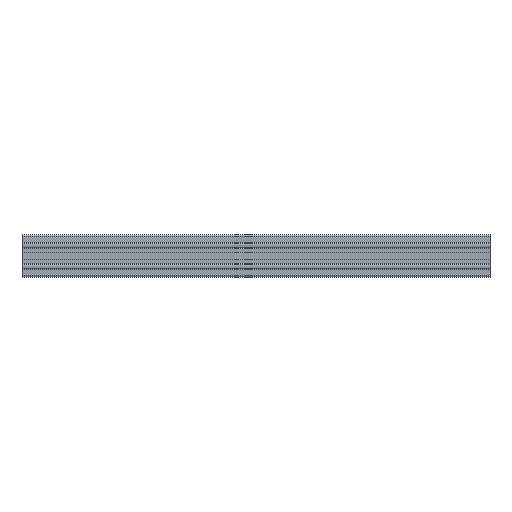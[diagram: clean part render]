
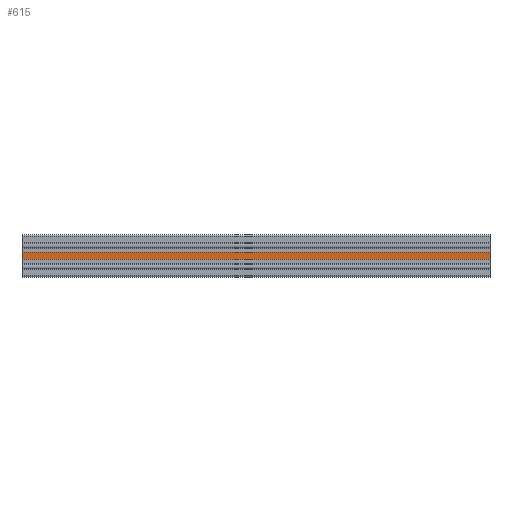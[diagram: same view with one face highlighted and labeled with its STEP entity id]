
A CAD part, top view. The second image highlights one B-rep face of the part: STEP entity #615.
In plain terms, the highlighted planar face has unit normal (0, 0, 1).
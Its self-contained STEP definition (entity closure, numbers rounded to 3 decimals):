
#615=ADVANCED_FACE('',(#1261),#1262,.T.);
#1261=FACE_OUTER_BOUND('',#1949,.T.);
#1262=PLANE('',#1950);
#1949=EDGE_LOOP('',(#3551,#3552,#3553,#3554));
#1950=AXIS2_PLACEMENT_3D('',#3555,#3556,#3557);
#3551=ORIENTED_EDGE('',*,*,#5025,.T.);
#3552=ORIENTED_EDGE('',*,*,#5026,.F.);
#3553=ORIENTED_EDGE('',*,*,#5027,.T.);
#3554=ORIENTED_EDGE('',*,*,#5022,.T.);
#3555=CARTESIAN_POINT('',(0.0,0.0,21.5));
#3556=DIRECTION('',(0.0,0.0,1.0));
#3557=DIRECTION('',(0.0,-1.0,0.0));
#5022=EDGE_CURVE('',#6274,#6272,#6275,.T.);
#5025=EDGE_CURVE('',#6272,#6278,#6279,.T.);
#5026=EDGE_CURVE('',#6280,#6278,#6281,.T.);
#5027=EDGE_CURVE('',#6280,#6274,#6282,.T.);
#6272=VERTEX_POINT('',#8061);
#6274=VERTEX_POINT('',#8064);
#6275=LINE('',#8065,#8066);
#6278=VERTEX_POINT('',#8070);
#6279=LINE('',#8071,#8072);
#6280=VERTEX_POINT('',#8073);
#6281=LINE('',#8074,#8075);
#6282=LINE('',#8076,#8077);
#8061=CARTESIAN_POINT('',(1000.0,-7.5,21.5));
#8064=CARTESIAN_POINT('',(0.0,-7.5,21.5));
#8065=CARTESIAN_POINT('',(0.0,-7.5,21.5));
#8066=VECTOR('',#9103,1.0);
#8070=CARTESIAN_POINT('',(1000.0,7.5,21.5));
#8071=CARTESIAN_POINT('',(1000.0,7.5,21.5));
#8072=VECTOR('',#9105,1.0);
#8073=CARTESIAN_POINT('',(0.0,7.5,21.5));
#8074=CARTESIAN_POINT('',(0.0,7.5,21.5));
#8075=VECTOR('',#9106,1.0);
#8076=CARTESIAN_POINT('',(0.0,7.5,21.5));
#8077=VECTOR('',#9107,1.0);
#9103=DIRECTION('',(1.0,0.0,0.0));
#9105=DIRECTION('',(0.0,1.0,0.0));
#9106=DIRECTION('',(1.0,0.0,0.0));
#9107=DIRECTION('',(0.0,-1.0,0.0));
